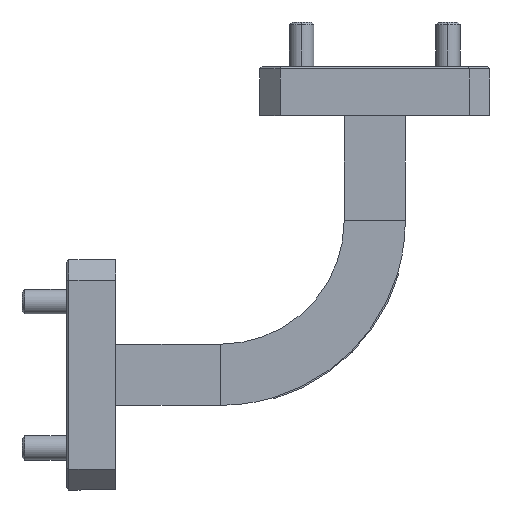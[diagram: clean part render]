
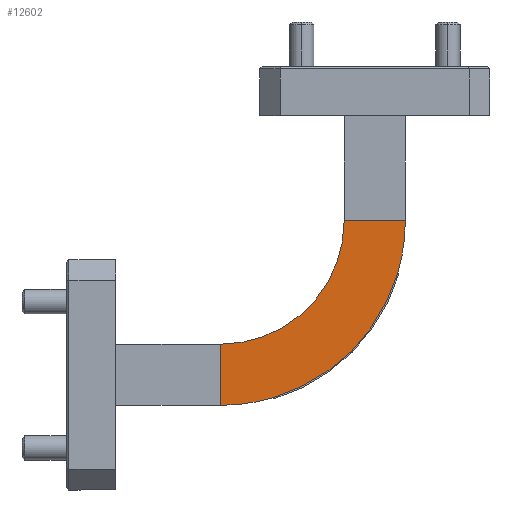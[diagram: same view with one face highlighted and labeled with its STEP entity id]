
A CAD part, left-side view. The second image highlights one B-rep face of the part: STEP entity #12602.
In plain terms, the highlighted planar face has unit normal (-1, 0, 0).
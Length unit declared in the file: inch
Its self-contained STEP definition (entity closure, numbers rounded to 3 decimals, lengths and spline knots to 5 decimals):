
#458 = EDGE_CURVE ( 'NONE', #3066, #14666, #11545, .T. ) ;
#541 = VERTEX_POINT ( 'NONE', #16662 ) ;
#726 = DIRECTION ( 'NONE',  ( 1., 0., 0. ) ) ;
#815 = DIRECTION ( 'NONE',  ( 1., 0., 0. ) ) ;
#928 = CARTESIAN_POINT ( 'NONE',  ( -0.19409, 0.59055, -0.59055 ) ) ;
#1249 = AXIS2_PLACEMENT_3D ( 'NONE', #12380, #3127, #3016 ) ;
#1292 = CIRCLE ( 'NONE', #3369, 0.70748 ) ;
#1726 = ORIENTED_EDGE ( 'NONE', *, *, #458, .F. ) ;
#2962 = VECTOR ( 'NONE', #11331, 39.37008 ) ;
#3016 = DIRECTION ( 'NONE',  ( 0., -1., 0. ) ) ;
#3066 = VERTEX_POINT ( 'NONE', #17054 ) ;
#3127 = DIRECTION ( 'NONE',  ( 1., 0., 0. ) ) ;
#3369 = AXIS2_PLACEMENT_3D ( 'NONE', #928, #14145, #4831 ) ;
#3583 = AXIS2_PLACEMENT_3D ( 'NONE', #9636, #8625, #16462 ) ;
#3839 = FACE_OUTER_BOUND ( 'NONE', #7621, .T. ) ;
#4528 = CARTESIAN_POINT ( 'NONE',  ( -0.19409, 0.59055, -1.29803 ) ) ;
#4629 = CIRCLE ( 'NONE', #3583, 0.47362 ) ;
#4694 = DIRECTION ( 'NONE',  ( 0., 0., -1. ) ) ;
#4831 = DIRECTION ( 'NONE',  ( 0., 0., -1. ) ) ;
#4895 = ORIENTED_EDGE ( 'NONE', *, *, #14646, .T. ) ;
#4966 = LINE ( 'NONE', #4528, #5575 ) ;
#5575 = VECTOR ( 'NONE', #4694, 39.37008 ) ;
#6168 = DIRECTION ( 'NONE',  ( 0., -1., 0. ) ) ;
#7416 = CIRCLE ( 'NONE', #15864, 0.70748 ) ;
#7621 = EDGE_LOOP ( 'NONE', ( #1726, #13968, #14995, #10250, #4895, #7811 ) ) ;
#7811 = ORIENTED_EDGE ( 'NONE', *, *, #8169, .T. ) ;
#8169 = EDGE_CURVE ( 'NONE', #10168, #14666, #4966, .T. ) ;
#8625 = DIRECTION ( 'NONE',  ( 1., 0., 0. ) ) ;
#9139 = CARTESIAN_POINT ( 'NONE',  ( -0.19409, 0.59055, -1.29803 ) ) ;
#9636 = CARTESIAN_POINT ( 'NONE',  ( -0.19409, 0.59055, -0.59055 ) ) ;
#9773 = EDGE_CURVE ( 'NONE', #541, #11534, #7416, .T. ) ;
#10047 = DIRECTION ( 'NONE',  ( 0., 0., -1. ) ) ;
#10107 = PLANE ( 'NONE',  #10811 ) ;
#10141 = CARTESIAN_POINT ( 'NONE',  ( -0.19409, 0.59055, -1.06417 ) ) ;
#10168 = VERTEX_POINT ( 'NONE', #10141 ) ;
#10250 = ORIENTED_EDGE ( 'NONE', *, *, #16038, .F. ) ;
#10457 = LINE ( 'NONE', #12564, #2962 ) ;
#10811 = AXIS2_PLACEMENT_3D ( 'NONE', #16716, #726, #10047 ) ;
#10908 = CARTESIAN_POINT ( 'NONE',  ( -0.19409, 0.11693, -0.59055 ) ) ;
#11331 = DIRECTION ( 'NONE',  ( 0., -1., 0. ) ) ;
#11534 = VERTEX_POINT ( 'NONE', #12805 ) ;
#11545 = CIRCLE ( 'NONE', #1249, 0.70748 ) ;
#12250 = VERTEX_POINT ( 'NONE', #10908 ) ;
#12380 = CARTESIAN_POINT ( 'NONE',  ( -0.19409, 0.59055, -0.59055 ) ) ;
#12564 = CARTESIAN_POINT ( 'NONE',  ( -0.19409, -0.11693, -0.59055 ) ) ;
#12602 = ADVANCED_FACE ( 'NONE', ( #3839 ), #10107, .F. ) ;
#12805 = CARTESIAN_POINT ( 'NONE',  ( -0.19409, -0.08726, -0.79327 ) ) ;
#12936 = CARTESIAN_POINT ( 'NONE',  ( -0.19409, 0.59055, -0.59055 ) ) ;
#13968 = ORIENTED_EDGE ( 'NONE', *, *, #17269, .T. ) ;
#14145 = DIRECTION ( 'NONE',  ( -1., 0., 0. ) ) ;
#14646 = EDGE_CURVE ( 'NONE', #12250, #10168, #4629, .T. ) ;
#14666 = VERTEX_POINT ( 'NONE', #9139 ) ;
#14995 = ORIENTED_EDGE ( 'NONE', *, *, #9773, .F. ) ;
#15864 = AXIS2_PLACEMENT_3D ( 'NONE', #12936, #815, #6168 ) ;
#16038 = EDGE_CURVE ( 'NONE', #12250, #541, #10457, .T. ) ;
#16462 = DIRECTION ( 'NONE',  ( 0., -1., 0. ) ) ;
#16662 = CARTESIAN_POINT ( 'NONE',  ( -0.19409, -0.11693, -0.59055 ) ) ;
#16716 = CARTESIAN_POINT ( 'NONE',  ( -0.19409, -0.11693, -0.59055 ) ) ;
#17054 = CARTESIAN_POINT ( 'NONE',  ( -0.19409, 0.38783, -1.26837 ) ) ;
#17269 = EDGE_CURVE ( 'NONE', #3066, #11534, #1292, .T. ) ;
